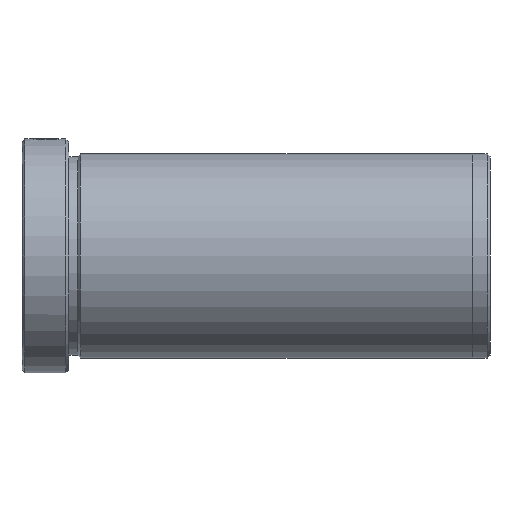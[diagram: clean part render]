
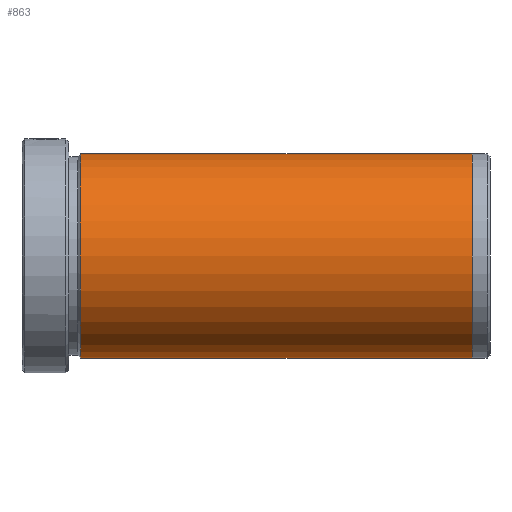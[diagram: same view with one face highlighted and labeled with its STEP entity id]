
A CAD part, left-side view. The second image highlights one B-rep face of the part: STEP entity #863.
In plain terms, the highlighted cylindrical face has radius 17.5 mm (diameter 35 mm), a partial arc.
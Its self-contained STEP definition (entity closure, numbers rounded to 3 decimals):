
#34 = CARTESIAN_POINT ( 'NONE',  ( 0., -10., 17.5 ) ) ;
#39 = EDGE_LOOP ( 'NONE', ( #441, #1312, #101, #1449 ) ) ;
#83 = VERTEX_POINT ( 'NONE', #1414 ) ;
#101 = ORIENTED_EDGE ( 'NONE', *, *, #280, .T. ) ;
#152 = DIRECTION ( 'NONE',  ( 0., 0., 1. ) ) ;
#211 = CIRCLE ( 'NONE', #1002, 17.5 ) ;
#265 = CARTESIAN_POINT ( 'NONE',  ( 0., 0., 0. ) ) ;
#280 = EDGE_CURVE ( 'NONE', #422, #1603, #649, .T. ) ;
#355 = DIRECTION ( 'NONE',  ( 0., 1., 0. ) ) ;
#396 = LINE ( 'NONE', #1189, #1058 ) ;
#422 = VERTEX_POINT ( 'NONE', #560 ) ;
#441 = ORIENTED_EDGE ( 'NONE', *, *, #1747, .F. ) ;
#446 = CARTESIAN_POINT ( 'NONE',  ( 0., -10., -17.5 ) ) ;
#560 = CARTESIAN_POINT ( 'NONE',  ( 0., -77., 17.5 ) ) ;
#639 = DIRECTION ( 'NONE',  ( 0., 1., 0. ) ) ;
#649 = LINE ( 'NONE', #1628, #1732 ) ;
#773 = DIRECTION ( 'NONE',  ( 0., 1., 0. ) ) ;
#833 = DIRECTION ( 'NONE',  ( 0., -1., 0. ) ) ;
#863 = ADVANCED_FACE ( 'NONE', ( #1597 ), #1537, .T. ) ;
#989 = DIRECTION ( 'NONE',  ( 0., 1., 0. ) ) ;
#1002 = AXIS2_PLACEMENT_3D ( 'NONE', #1687, #833, #1820 ) ;
#1050 = AXIS2_PLACEMENT_3D ( 'NONE', #265, #989, #152 ) ;
#1058 = VECTOR ( 'NONE', #355, 1000. ) ;
#1064 = EDGE_CURVE ( 'NONE', #422, #83, #211, .T. ) ;
#1189 = CARTESIAN_POINT ( 'NONE',  ( 0., 0., -17.5 ) ) ;
#1312 = ORIENTED_EDGE ( 'NONE', *, *, #1064, .F. ) ;
#1361 = VERTEX_POINT ( 'NONE', #446 ) ;
#1414 = CARTESIAN_POINT ( 'NONE',  ( 0., -77., -17.5 ) ) ;
#1449 = ORIENTED_EDGE ( 'NONE', *, *, #1731, .F. ) ;
#1537 = CYLINDRICAL_SURFACE ( 'NONE', #1050, 17.5 ) ;
#1597 = FACE_OUTER_BOUND ( 'NONE', #39, .T. ) ;
#1603 = VERTEX_POINT ( 'NONE', #34 ) ;
#1614 = CARTESIAN_POINT ( 'NONE',  ( 0., -10., 0. ) ) ;
#1628 = CARTESIAN_POINT ( 'NONE',  ( 0., 0., 17.5 ) ) ;
#1687 = CARTESIAN_POINT ( 'NONE',  ( 0., -77., 0. ) ) ;
#1731 = EDGE_CURVE ( 'NONE', #1361, #1603, #1806, .T. ) ;
#1732 = VECTOR ( 'NONE', #639, 1000. ) ;
#1747 = EDGE_CURVE ( 'NONE', #83, #1361, #396, .T. ) ;
#1763 = DIRECTION ( 'NONE',  ( 0., 0., 1. ) ) ;
#1790 = AXIS2_PLACEMENT_3D ( 'NONE', #1614, #773, #1763 ) ;
#1806 = CIRCLE ( 'NONE', #1790, 17.5 ) ;
#1820 = DIRECTION ( 'NONE',  ( 0., 0., -1. ) ) ;
